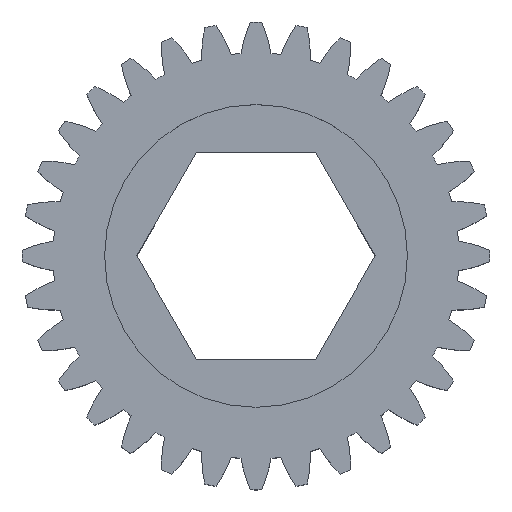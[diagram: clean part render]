
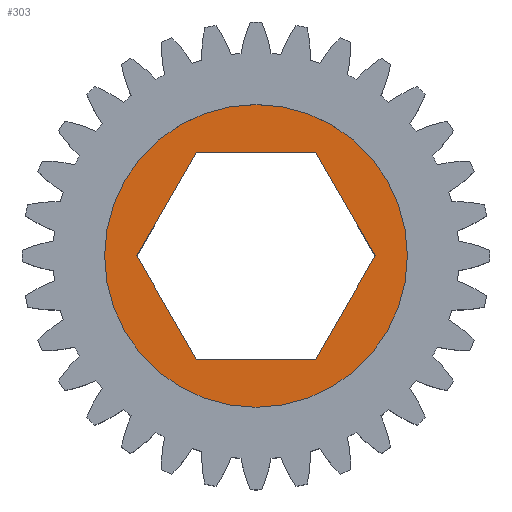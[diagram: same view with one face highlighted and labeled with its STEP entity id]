
A CAD part, top view. The second image highlights one B-rep face of the part: STEP entity #303.
In plain terms, the highlighted planar face has unit normal (0, 0, 1).
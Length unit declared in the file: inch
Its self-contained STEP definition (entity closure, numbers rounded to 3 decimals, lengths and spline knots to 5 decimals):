
#167=CARTESIAN_POINT('',(-0.21651,-0.375,0.299));
#168=VERTEX_POINT('',#167);
#175=CARTESIAN_POINT('',(0.21651,-0.375,0.299));
#176=VERTEX_POINT('',#175);
#177=CARTESIAN_POINT('',(-0.21651,-0.375,0.299));
#178=DIRECTION('',(1.0,0.0,0.0));
#179=VECTOR('',#178,0.43301);
#180=LINE('',#177,#179);
#181=EDGE_CURVE('',#168,#176,#180,.T.);
#198=CARTESIAN_POINT('',(-0.43301,0.,0.299));
#199=VERTEX_POINT('',#198);
#206=CARTESIAN_POINT('',(-0.43301,0.,0.299));
#207=DIRECTION('',(0.5,-0.866,0.0));
#208=VECTOR('',#207,0.43301);
#209=LINE('',#206,#208);
#210=EDGE_CURVE('',#199,#168,#209,.T.);
#222=CARTESIAN_POINT('',(-0.21651,0.375,0.299));
#223=VERTEX_POINT('',#222);
#230=CARTESIAN_POINT('',(-0.21651,0.375,0.299));
#231=DIRECTION('',(-0.5,-0.866,0.0));
#232=VECTOR('',#231,0.43301);
#233=LINE('',#230,#232);
#234=EDGE_CURVE('',#223,#199,#233,.T.);
#245=CARTESIAN_POINT('',(0.55,0.,0.299));
#246=VERTEX_POINT('',#245);
#247=CARTESIAN_POINT('',(0.0,0.0,0.299));
#248=DIRECTION('',(0.0,0.0,-1.0));
#249=DIRECTION('',(-1.0,0.0,0.0));
#250=AXIS2_PLACEMENT_3D('',#247,#248,#249);
#251=CIRCLE('',#250,0.55);
#252=EDGE_CURVE('',#246,#246,#251,.T.);
#268=CARTESIAN_POINT('',(0.,0.,0.299));
#269=DIRECTION('',(0.0,0.0,1.0));
#270=DIRECTION('',(1.0,0.0,0.0));
#271=AXIS2_PLACEMENT_3D('',#268,#269,#270);
#272=PLANE('',#271);
#273=ORIENTED_EDGE('',*,*,#252,.F.);
#274=EDGE_LOOP('',(#273));
#275=FACE_OUTER_BOUND('',#274,.T.);
#276=CARTESIAN_POINT('',(0.21651,0.375,0.299));
#277=VERTEX_POINT('',#276);
#278=CARTESIAN_POINT('',(0.21651,0.375,0.299));
#279=DIRECTION('',(-1.0,0.0,0.0));
#280=VECTOR('',#279,0.43301);
#281=LINE('',#278,#280);
#282=EDGE_CURVE('',#277,#223,#281,.T.);
#283=ORIENTED_EDGE('',*,*,#282,.F.);
#284=CARTESIAN_POINT('',(0.43301,0.,0.299));
#285=VERTEX_POINT('',#284);
#286=CARTESIAN_POINT('',(0.43301,0.,0.299));
#287=DIRECTION('',(-0.5,0.866,0.0));
#288=VECTOR('',#287,0.43301);
#289=LINE('',#286,#288);
#290=EDGE_CURVE('',#285,#277,#289,.T.);
#291=ORIENTED_EDGE('',*,*,#290,.F.);
#292=CARTESIAN_POINT('',(0.21651,-0.375,0.299));
#293=DIRECTION('',(0.5,0.866,0.0));
#294=VECTOR('',#293,0.43301);
#295=LINE('',#292,#294);
#296=EDGE_CURVE('',#176,#285,#295,.T.);
#297=ORIENTED_EDGE('',*,*,#296,.F.);
#298=ORIENTED_EDGE('',*,*,#181,.F.);
#299=ORIENTED_EDGE('',*,*,#210,.F.);
#300=ORIENTED_EDGE('',*,*,#234,.F.);
#301=EDGE_LOOP('',(#283,#291,#297,#298,#299,#300));
#302=FACE_BOUND('',#301,.T.);
#303=ADVANCED_FACE('',(#275,#302),#272,.T.);
